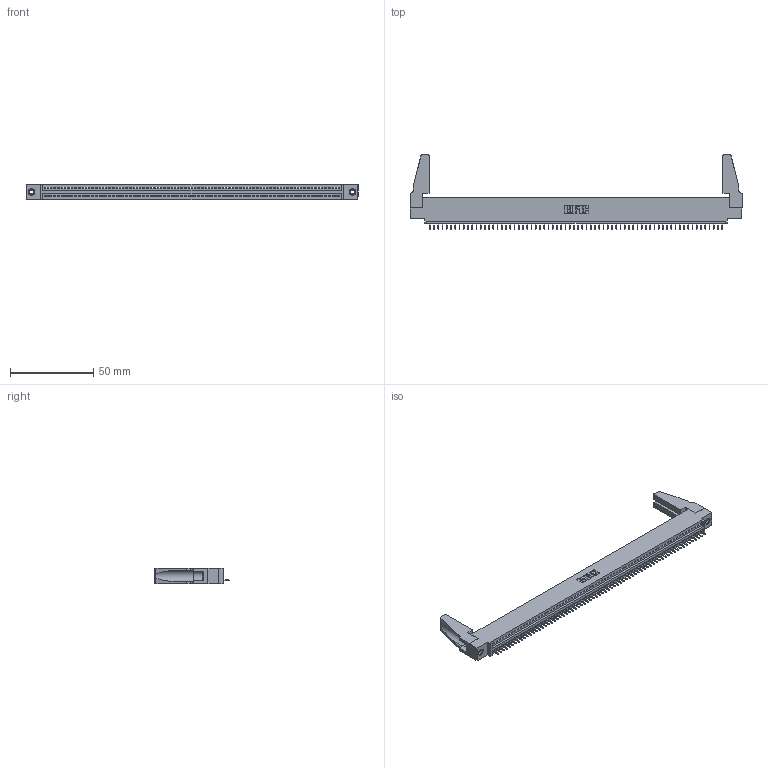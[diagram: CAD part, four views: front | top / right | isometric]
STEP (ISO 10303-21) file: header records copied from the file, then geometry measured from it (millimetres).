
FILE_DESCRIPTION (( 'STEP AP203' ), '1' );
FILE_NAME ('345-070-525-488.STEP', '2020-09-21T07:45:26', ( '' ), ( '' ), 'SwSTEP 2.0', 'SolidWorks 2020', '' );
FILE_SCHEMA (( 'CONFIG_CONTROL_DESIGN' ));
Length unit declared in the file: inch
Products named in the file (5): 345-070-525-488; 345-220-078_345-220-088; 345-250-001_345-250-001-102; 345-292-001_345-293-125; 345 Part_0.110 Offset - 0.156 Dia-TH
Assembly tree (75 placements, depth 2):
  345-070-525-488
    345 Part_0.110 Offset - 0.156 Dia-TH
    345-292-001_345-293-125  x70
    345-250-001_345-250-001-102  x2
    345-220-078_345-220-088  x2
Bounding box: 199.03 x 44.37 x 9.4 mm (x, y, z)
Volume: 22027.2 mm3; surface area: 27588.5 mm2
Topology: 75 solids, 75 shells, 4594 faces, 13267 edges, 8554 vertices
Faces by surface type: plane 3376, cylinder 1202, cone 12, torus 4
Entity records: 51268 total; most frequent: CARTESIAN_POINT 8868, ORIENTED_EDGE 8832, DIRECTION 7712, EDGE_CURVE 4416, VECTOR 3966, LINE 3966, VERTEX_POINT 2934, AXIS2_PLACEMENT_3D 1873
